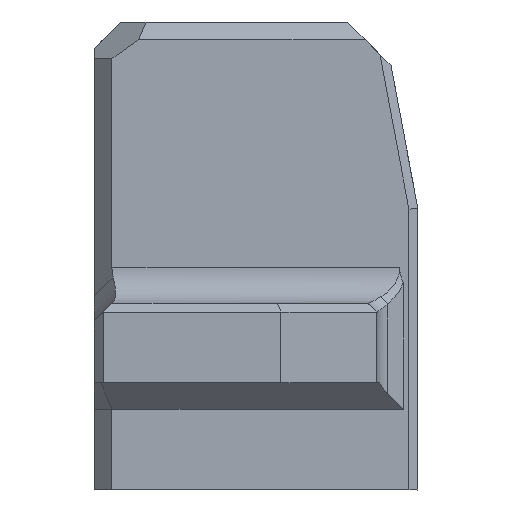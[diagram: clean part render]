
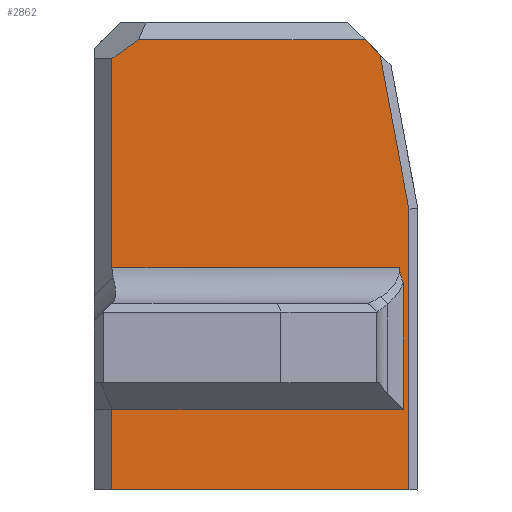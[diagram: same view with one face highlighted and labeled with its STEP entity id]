
A CAD part, left-side view. The second image highlights one B-rep face of the part: STEP entity #2862.
In plain terms, the highlighted planar face has unit normal (-1, 0, 0).
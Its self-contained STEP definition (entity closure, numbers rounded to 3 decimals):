
#4 = CARTESIAN_POINT ( 'NONE',  ( -105.935, 124.226, -27.969 ) ) ;
#41 = CARTESIAN_POINT ( 'NONE',  ( -105.935, 140.598, -39.901 ) ) ;
#42 = CARTESIAN_POINT ( 'NONE',  ( -105.935, 124.245, -27.915 ) ) ;
#85 = CARTESIAN_POINT ( 'NONE',  ( -105.935, 140.598, -27.345 ) ) ;
#95 = EDGE_LOOP ( 'NONE', ( #918, #2977, #1077, #2176, #231, #163, #1344, #1290, #952, #3248, #1720, #1191 ) ) ;
#140 = LINE ( 'NONE', #3362, #2748 ) ;
#145 = LINE ( 'NONE', #2814, #3344 ) ;
#163 = ORIENTED_EDGE ( 'NONE', *, *, #258, .T. ) ;
#199 = VERTEX_POINT ( 'NONE', #85 ) ;
#214 = LINE ( 'NONE', #245, #2031 ) ;
#231 = ORIENTED_EDGE ( 'NONE', *, *, #344, .T. ) ;
#245 = CARTESIAN_POINT ( 'NONE',  ( -105.935, 137.732, -13.499 ) ) ;
#257 = VERTEX_POINT ( 'NONE', #1066 ) ;
#258 = EDGE_CURVE ( 'NONE', #2700, #1483, #3109, .T. ) ;
#280 = VERTEX_POINT ( 'NONE', #464 ) ;
#322 = EDGE_CURVE ( 'NONE', #280, #2241, #214, .T. ) ;
#326 = EDGE_CURVE ( 'NONE', #1406, #280, #513, .T. ) ;
#344 = EDGE_CURVE ( 'NONE', #522, #2700, #145, .T. ) ;
#419 = VECTOR ( 'NONE', #777, 1000. ) ;
#464 = CARTESIAN_POINT ( 'NONE',  ( -105.935, 139.086, -14.456 ) ) ;
#480 = VECTOR ( 'NONE', #2145, 1000. ) ;
#513 = LINE ( 'NONE', #1028, #419 ) ;
#522 = VERTEX_POINT ( 'NONE', #1060 ) ;
#558 = CARTESIAN_POINT ( 'NONE',  ( -105.935, 124.195, -28.051 ) ) ;
#590 = AXIS2_PLACEMENT_3D ( 'NONE', #3332, #972, #2566 ) ;
#612 = LINE ( 'NONE', #1668, #1857 ) ;
#639 = VERTEX_POINT ( 'NONE', #897 ) ;
#670 = EDGE_CURVE ( 'NONE', #1483, #257, #612, .T. ) ;
#738 = DIRECTION ( 'NONE',  ( 0., 0., -1. ) ) ;
#777 = DIRECTION ( 'NONE',  ( 0., 1., 0. ) ) ;
#780 = VERTEX_POINT ( 'NONE', #2019 ) ;
#784 = DIRECTION ( 'NONE',  ( 0., 0., 1. ) ) ;
#825 = VERTEX_POINT ( 'NONE', #1225 ) ;
#897 = CARTESIAN_POINT ( 'NONE',  ( -105.935, 124.34, -27.345 ) ) ;
#918 = ORIENTED_EDGE ( 'NONE', *, *, #1411, .T. ) ;
#952 = ORIENTED_EDGE ( 'NONE', *, *, #1481, .T. ) ;
#972 = DIRECTION ( 'NONE',  ( 1., 0., 0. ) ) ;
#1028 = CARTESIAN_POINT ( 'NONE',  ( -105.935, 137.671, -14.456 ) ) ;
#1039 = CARTESIAN_POINT ( 'NONE',  ( -105.935, 124.166, -28.119 ) ) ;
#1060 = CARTESIAN_POINT ( 'NONE',  ( -105.935, 124.133, -35.345 ) ) ;
#1066 = CARTESIAN_POINT ( 'NONE',  ( -105.935, 123.814, -39.901 ) ) ;
#1077 = ORIENTED_EDGE ( 'NONE', *, *, #3331, .T. ) ;
#1108 = CARTESIAN_POINT ( 'NONE',  ( -105.935, 124.34, -27.345 ) ) ;
#1191 = ORIENTED_EDGE ( 'NONE', *, *, #322, .T. ) ;
#1225 = CARTESIAN_POINT ( 'NONE',  ( -105.935, 124.133, -28.188 ) ) ;
#1231 = PLANE ( 'NONE',  #590 ) ;
#1290 = ORIENTED_EDGE ( 'NONE', *, *, #3393, .T. ) ;
#1344 = ORIENTED_EDGE ( 'NONE', *, *, #670, .T. ) ;
#1406 = VERTEX_POINT ( 'NONE', #2002 ) ;
#1411 = EDGE_CURVE ( 'NONE', #2241, #199, #140, .T. ) ;
#1415 = DIRECTION ( 'NONE',  ( 0., -1., 0. ) ) ;
#1430 = B_SPLINE_CURVE_WITH_KNOTS ( 'NONE', 3,
 ( #1108, #2138, #2105, #2383, #2940, #1858, #1838, #3398, #42, #3148, #4, #558, #1039, #1895 ),
 .UNSPECIFIED., .F., .F.,
 ( 4, 1, 2, 2, 1, 2, 2, 4 ),
 ( 0., 0.25, 0.375, 0.5, 0.625, 0.688, 0.75, 1. ),
 .UNSPECIFIED. ) ;
#1481 = EDGE_CURVE ( 'NONE', #2358, #780, #2103, .T. ) ;
#1483 = VERTEX_POINT ( 'NONE', #41 ) ;
#1502 = DIRECTION ( 'NONE',  ( 0., 0., -1. ) ) ;
#1561 = CARTESIAN_POINT ( 'NONE',  ( -105.935, 140.598, -39.901 ) ) ;
#1573 = EDGE_CURVE ( 'NONE', #825, #522, #2223, .T. ) ;
#1607 = CARTESIAN_POINT ( 'NONE',  ( -105.935, 124.826, -15.917 ) ) ;
#1616 = LINE ( 'NONE', #3135, #2539 ) ;
#1633 = CARTESIAN_POINT ( 'NONE',  ( -105.935, 124.133, -33.845 ) ) ;
#1641 = LINE ( 'NONE', #1607, #480 ) ;
#1668 = CARTESIAN_POINT ( 'NONE',  ( -105.935, 138.598, -39.901 ) ) ;
#1720 = ORIENTED_EDGE ( 'NONE', *, *, #326, .T. ) ;
#1838 = CARTESIAN_POINT ( 'NONE',  ( -105.935, 124.277, -27.811 ) ) ;
#1857 = VECTOR ( 'NONE', #1415, 1000. ) ;
#1858 = CARTESIAN_POINT ( 'NONE',  ( -105.935, 124.294, -27.742 ) ) ;
#1895 = CARTESIAN_POINT ( 'NONE',  ( -105.935, 124.133, -28.188 ) ) ;
#2002 = CARTESIAN_POINT ( 'NONE',  ( -105.935, 126.288, -14.456 ) ) ;
#2019 = CARTESIAN_POINT ( 'NONE',  ( -105.935, 125.452, -15.291 ) ) ;
#2031 = VECTOR ( 'NONE', #2374, 1000. ) ;
#2085 = VECTOR ( 'NONE', #2171, 1000. ) ;
#2103 = LINE ( 'NONE', #2416, #2588 ) ;
#2105 = CARTESIAN_POINT ( 'NONE',  ( -105.935, 124.333, -27.525 ) ) ;
#2138 = CARTESIAN_POINT ( 'NONE',  ( -105.935, 124.34, -27.417 ) ) ;
#2145 = DIRECTION ( 'NONE',  ( 0., 0.707, 0.707 ) ) ;
#2171 = DIRECTION ( 'NONE',  ( 0., 0., -1. ) ) ;
#2176 = ORIENTED_EDGE ( 'NONE', *, *, #1573, .T. ) ;
#2223 = LINE ( 'NONE', #1633, #2085 ) ;
#2241 = VERTEX_POINT ( 'NONE', #2711 ) ;
#2358 = VERTEX_POINT ( 'NONE', #2448 ) ;
#2374 = DIRECTION ( 'NONE',  ( 0., 0.816, -0.577 ) ) ;
#2383 = CARTESIAN_POINT ( 'NONE',  ( -105.935, 124.316, -27.633 ) ) ;
#2389 = CARTESIAN_POINT ( 'NONE',  ( -105.935, 138.598, -27.345 ) ) ;
#2416 = CARTESIAN_POINT ( 'NONE',  ( -105.935, 99.486, -153.78 ) ) ;
#2448 = CARTESIAN_POINT ( 'NONE',  ( -105.935, 123.814, -24.03 ) ) ;
#2539 = VECTOR ( 'NONE', #784, 1000. ) ;
#2566 = DIRECTION ( 'NONE',  ( 0., 0., -1. ) ) ;
#2588 = VECTOR ( 'NONE', #2674, 1000. ) ;
#2631 = DIRECTION ( 'NONE',  ( 0., -1., 0. ) ) ;
#2643 = VECTOR ( 'NONE', #2631, 1000. ) ;
#2651 = LINE ( 'NONE', #2389, #2643 ) ;
#2674 = DIRECTION ( 'NONE',  ( 0., 0.184, 0.983 ) ) ;
#2700 = VERTEX_POINT ( 'NONE', #3217 ) ;
#2711 = CARTESIAN_POINT ( 'NONE',  ( -105.935, 140.598, -15.525 ) ) ;
#2748 = VECTOR ( 'NONE', #1502, 1000. ) ;
#2800 = FACE_OUTER_BOUND ( 'NONE', #95, .T. ) ;
#2814 = CARTESIAN_POINT ( 'NONE',  ( -105.935, 140.598, -35.345 ) ) ;
#2862 = ADVANCED_FACE ( 'NONE', ( #2800 ), #1231, .F. ) ;
#2911 = EDGE_CURVE ( 'NONE', #199, #639, #2651, .T. ) ;
#2940 = CARTESIAN_POINT ( 'NONE',  ( -105.935, 124.303, -27.705 ) ) ;
#2977 = ORIENTED_EDGE ( 'NONE', *, *, #2911, .T. ) ;
#3009 = EDGE_CURVE ( 'NONE', #780, #1406, #1641, .T. ) ;
#3063 = VECTOR ( 'NONE', #738, 1000. ) ;
#3109 = LINE ( 'NONE', #1561, #3063 ) ;
#3135 = CARTESIAN_POINT ( 'NONE',  ( -105.935, 123.814, -161.114 ) ) ;
#3148 = CARTESIAN_POINT ( 'NONE',  ( -105.935, 124.232, -27.95 ) ) ;
#3217 = CARTESIAN_POINT ( 'NONE',  ( -105.935, 140.598, -35.345 ) ) ;
#3248 = ORIENTED_EDGE ( 'NONE', *, *, #3009, .T. ) ;
#3331 = EDGE_CURVE ( 'NONE', #639, #825, #1430, .T. ) ;
#3332 = CARTESIAN_POINT ( 'NONE',  ( -105.935, 138.598, -161.114 ) ) ;
#3344 = VECTOR ( 'NONE', #3345, 1000. ) ;
#3345 = DIRECTION ( 'NONE',  ( 0., 1., 0. ) ) ;
#3362 = CARTESIAN_POINT ( 'NONE',  ( -105.935, 140.598, -33.187 ) ) ;
#3393 = EDGE_CURVE ( 'NONE', #257, #2358, #1616, .T. ) ;
#3398 = CARTESIAN_POINT ( 'NONE',  ( -105.935, 124.262, -27.863 ) ) ;
